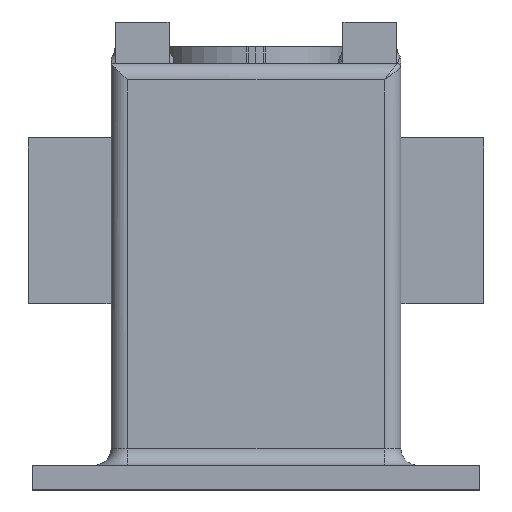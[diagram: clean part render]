
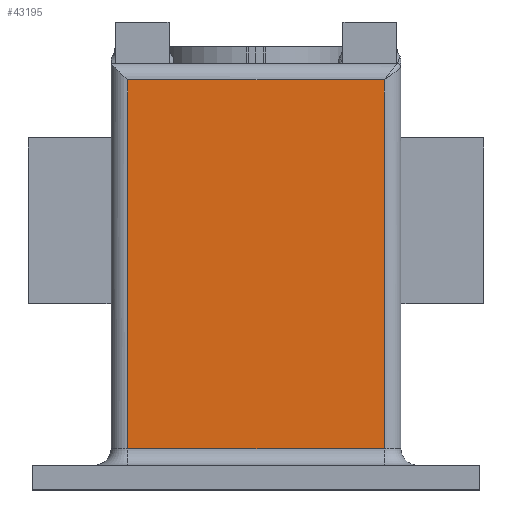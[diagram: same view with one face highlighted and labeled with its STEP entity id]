
A CAD part, left-side view. The second image highlights one B-rep face of the part: STEP entity #43195.
In plain terms, the highlighted planar face has unit normal (-1, 0, 0).
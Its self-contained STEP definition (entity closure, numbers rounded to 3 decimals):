
#1067 = CARTESIAN_POINT ( 'NONE',  ( -43.952, 11.315, 124.5 ) ) ;
#1172 = VECTOR ( 'NONE', #27713, 1000. ) ;
#3992 = VERTEX_POINT ( 'NONE', #18411 ) ;
#4585 = VERTEX_POINT ( 'NONE', #1067 ) ;
#4963 = EDGE_CURVE ( 'NONE', #3992, #4585, #29848, .T. ) ;
#6429 = DIRECTION ( 'NONE',  ( 0., -1., 0. ) ) ;
#6461 = DIRECTION ( 'NONE',  ( 0., 0., -1. ) ) ;
#7470 = CARTESIAN_POINT ( 'NONE',  ( -43.952, -4.185, 124.5 ) ) ;
#8994 = CARTESIAN_POINT ( 'NONE',  ( -43.952, 11.315, 80. ) ) ;
#9592 = LINE ( 'NONE', #16761, #1172 ) ;
#9600 = VERTEX_POINT ( 'NONE', #8994 ) ;
#13123 = VERTEX_POINT ( 'NONE', #46904 ) ;
#15770 = CARTESIAN_POINT ( 'NONE',  ( -43.952, -19.685, 126.5 ) ) ;
#16761 = CARTESIAN_POINT ( 'NONE',  ( -43.952, 11.315, 78. ) ) ;
#18411 = CARTESIAN_POINT ( 'NONE',  ( -43.952, -19.685, 124.5 ) ) ;
#19383 = EDGE_CURVE ( 'NONE', #4585, #9600, #9592, .T. ) ;
#19806 = EDGE_CURVE ( 'NONE', #13123, #3992, #41743, .T. ) ;
#21500 = CARTESIAN_POINT ( 'NONE',  ( -43.952, -4.185, 88. ) ) ;
#22466 = DIRECTION ( 'NONE',  ( 0., 1., 0. ) ) ;
#23187 = ORIENTED_EDGE ( 'NONE', *, *, #19806, .T. ) ;
#24000 = AXIS2_PLACEMENT_3D ( 'NONE', #21500, #42694, #6461 ) ;
#27713 = DIRECTION ( 'NONE',  ( 0., 0., -1. ) ) ;
#28169 = PLANE ( 'NONE',  #24000 ) ;
#29293 = LINE ( 'NONE', #32643, #37844 ) ;
#29848 = LINE ( 'NONE', #7470, #32128 ) ;
#31535 = EDGE_CURVE ( 'NONE', #9600, #13123, #29293, .T. ) ;
#32128 = VECTOR ( 'NONE', #22466, 1000. ) ;
#32643 = CARTESIAN_POINT ( 'NONE',  ( -43.952, -21.685, 80. ) ) ;
#35461 = VECTOR ( 'NONE', #40786, 1000. ) ;
#35994 = ORIENTED_EDGE ( 'NONE', *, *, #31535, .T. ) ;
#37844 = VECTOR ( 'NONE', #6429, 1000. ) ;
#40532 = ORIENTED_EDGE ( 'NONE', *, *, #19383, .T. ) ;
#40786 = DIRECTION ( 'NONE',  ( 0., 0., 1. ) ) ;
#41743 = LINE ( 'NONE', #15770, #35461 ) ;
#42060 = EDGE_LOOP ( 'NONE', ( #35994, #23187, #44734, #40532 ) ) ;
#42694 = DIRECTION ( 'NONE',  ( 1., 0., 0. ) ) ;
#43174 = FACE_OUTER_BOUND ( 'NONE', #42060, .T. ) ;
#43195 = ADVANCED_FACE ( 'NONE', ( #43174 ), #28169, .F. ) ;
#44734 = ORIENTED_EDGE ( 'NONE', *, *, #4963, .T. ) ;
#46904 = CARTESIAN_POINT ( 'NONE',  ( -43.952, -19.685, 80. ) ) ;
